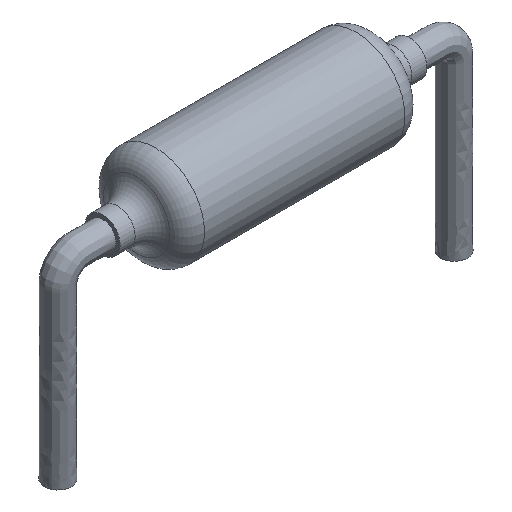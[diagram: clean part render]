
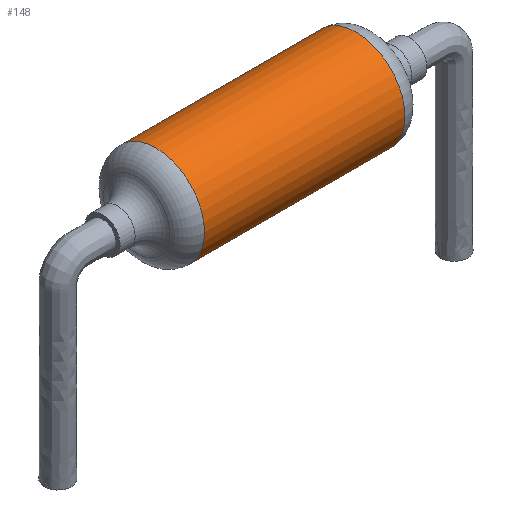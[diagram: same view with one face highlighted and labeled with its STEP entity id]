
A CAD part, isometric view. The second image highlights one B-rep face of the part: STEP entity #148.
In plain terms, the highlighted cylindrical face has radius 1.25 mm (diameter 2.5 mm), a full revolution.
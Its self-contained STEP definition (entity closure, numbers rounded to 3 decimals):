
#32=CYLINDRICAL_SURFACE($,#172,1.25);
#36=FACE_BOUND($,#60,.T.);
#43=FACE_OUTER_BOUND($,#59,.T.);
#59=EDGE_LOOP($,(#117));
#60=EDGE_LOOP($,(#118));
#79=CIRCLE($,#170,1.25);
#81=CIRCLE($,#173,1.25);
#89=VERTEX_POINT($,#242);
#91=VERTEX_POINT($,#247);
#101=EDGE_CURVE($,#89,#89,#79,.T.);
#103=EDGE_CURVE($,#91,#91,#81,.T.);
#117=ORIENTED_EDGE($,*,*,#103,.F.);
#118=ORIENTED_EDGE($,*,*,#101,.F.);
#148=ADVANCED_FACE($,(#43,#36),#32,.T.);
#170=AXIS2_PLACEMENT_3D($,#243,#196,#197);
#172=AXIS2_PLACEMENT_3D($,#246,#200,#201);
#173=AXIS2_PLACEMENT_3D($,#248,#202,#203);
#196=DIRECTION('center_axis',(1.,0.,0.));
#197=DIRECTION('ref_axis',(0.,-1.,0.));
#200=DIRECTION('center_axis',(1.,0.,0.));
#201=DIRECTION('ref_axis',(0.,1.,0.));
#202=DIRECTION('center_axis',(-1.,0.,0.));
#203=DIRECTION('ref_axis',(0.,-1.,0.));
#242=CARTESIAN_POINT('',(2.57,1.25,1.25));
#243=CARTESIAN_POINT('Origin',(2.57,0.,1.25));
#246=CARTESIAN_POINT('Origin',(-3.935,0.,1.25));
#247=CARTESIAN_POINT('',(-2.57,1.25,1.25));
#248=CARTESIAN_POINT('Origin',(-2.57,0.,1.25));
